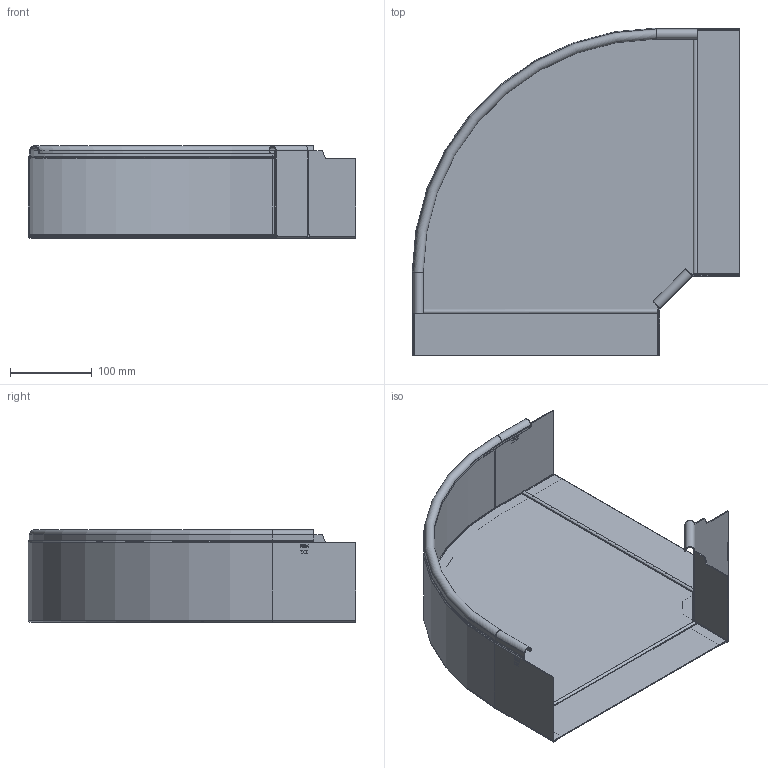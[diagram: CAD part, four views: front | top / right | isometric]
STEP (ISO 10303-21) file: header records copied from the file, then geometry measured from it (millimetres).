
FILE_DESCRIPTION((''),'2;1');
FILE_NAME('RBM_90_130_ASM','2013-07-23T',('AndreasKeweloh'),(''),'PRO/ENGINEER BY PARAMETRIC TECHNOLOGY CORPORATION, 2012360','PRO/ENGINEER BY PARAMETRIC TECHNOLOGY CORPORATION, 2012360','');
FILE_SCHEMA(('CONFIG_CONTROL_DESIGN'));
Length unit declared in the file: millimetre
Products named in the file (5): 041539_AUSSENHOLM_130; 033200_BODENBLECH_300; 033219_INNENHOLM_110; ASM0001_ASM; RBM_90_130_ASM
Assembly tree (4 placements, depth 3):
  RBM_90_130_ASM
    ASM0001_ASM
      041539_AUSSENHOLM_130
      033200_BODENBLECH_300
      033219_INNENHOLM_110
Bounding box: 401.35 x 401.35 x 113 mm (x, y, z)
Volume: 304764.7 mm3; surface area: 492326.7 mm2
Topology: 3 solids, 3 shells, 362 faces, 918 edges, 585 vertices
Faces by surface type: plane 233, cylinder 70, extrusion 43, torus 8, bspline 8
Entity records: 13161 total; most frequent: CARTESIAN_POINT 4444, ORIENTED_EDGE 1836, DIRECTION 1638, EDGE_CURVE 918, VECTOR 710, LINE 667, VERTEX_POINT 585, AXIS2_PLACEMENT_3D 464
